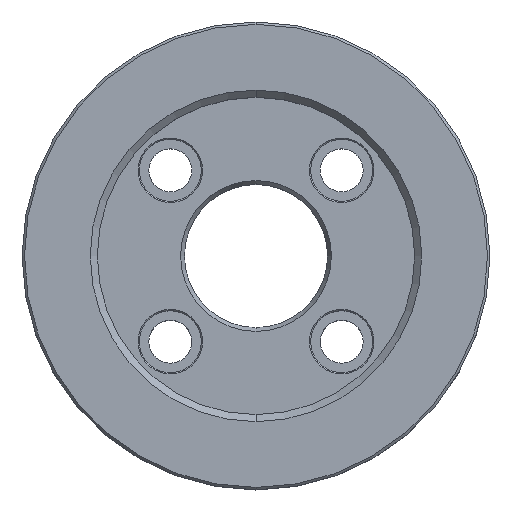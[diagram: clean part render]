
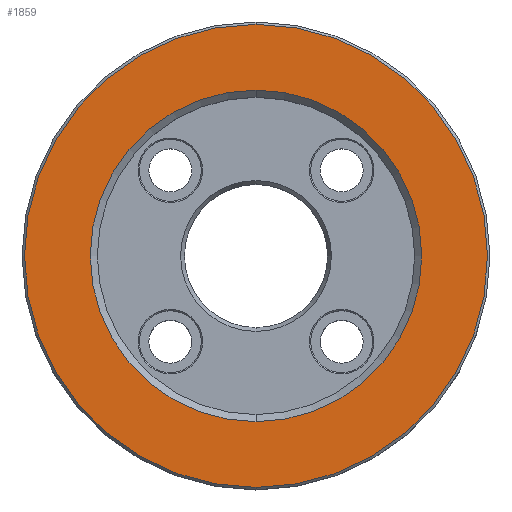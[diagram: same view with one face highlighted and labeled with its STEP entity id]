
A CAD part, top view. The second image highlights one B-rep face of the part: STEP entity #1859.
In plain terms, the highlighted planar face has unit normal (0, 0, 1).
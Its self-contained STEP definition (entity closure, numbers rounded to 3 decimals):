
#492=CARTESIAN_POINT('',(0.,0.,58.));
#493=DIRECTION('',(0.,0.,-1.));
#494=DIRECTION('',(0.,1.,0.));
#495=AXIS2_PLACEMENT_3D('',#492,#493,#494);
#497=CARTESIAN_POINT('',(0.,0.,58.));
#498=DIRECTION('',(0.,0.,1.));
#499=DIRECTION('',(0.,1.,0.));
#500=AXIS2_PLACEMENT_3D('',#497,#498,#499);
#510=CARTESIAN_POINT('',(0.,0.,58.));
#511=DIRECTION('',(0.,0.,1.));
#512=DIRECTION('',(0.,1.,0.));
#513=AXIS2_PLACEMENT_3D('',#510,#511,#512);
#515=CARTESIAN_POINT('',(0.,0.,58.));
#516=DIRECTION('',(0.,0.,-1.));
#517=DIRECTION('',(0.,1.,0.));
#518=AXIS2_PLACEMENT_3D('',#515,#516,#517);
#1028=CARTESIAN_POINT('',(0.,97.05,58.));
#1029=VERTEX_POINT('',#1028);
#1030=CARTESIAN_POINT('',(0.,-97.05,58.));
#1031=VERTEX_POINT('',#1030);
#1052=CARTESIAN_POINT('',(0.,69.5,58.));
#1054=VERTEX_POINT('',#1052);
#1058=CARTESIAN_POINT('',(0.,-69.5,58.));
#1060=VERTEX_POINT('',#1058);
#1844=CARTESIAN_POINT('',(0.,0.,58.));
#1845=DIRECTION('',(0.,0.,-1.));
#1846=DIRECTION('',(0.,-1.,0.));
#1847=AXIS2_PLACEMENT_3D('',#1844,#1845,#1846);
#1848=PLANE('',#1847);
#1849=ORIENTED_EDGE('',*,*,#1839,.T.);
#1850=ORIENTED_EDGE('',*,*,#1823,.F.);
#1851=EDGE_LOOP('',(#1849,#1850));
#1852=FACE_OUTER_BOUND('',#1851,.F.);
#1854=ORIENTED_EDGE('',*,*,#1853,.T.);
#1856=ORIENTED_EDGE('',*,*,#1855,.F.);
#1857=EDGE_LOOP('',(#1854,#1856));
#1858=FACE_BOUND('',#1857,.F.);
#1859=ADVANCED_FACE('',(#1852,#1858),#1848,.F.);
#496=CIRCLE('',#495,97.05);
#501=CIRCLE('',#500,97.05);
#514=CIRCLE('',#513,69.5);
#519=CIRCLE('',#518,69.5);
#1823=EDGE_CURVE('',#1029,#1031,#501,.T.);
#1839=EDGE_CURVE('',#1029,#1031,#496,.T.);
#1853=EDGE_CURVE('',#1054,#1060,#514,.T.);
#1855=EDGE_CURVE('',#1054,#1060,#519,.T.);
